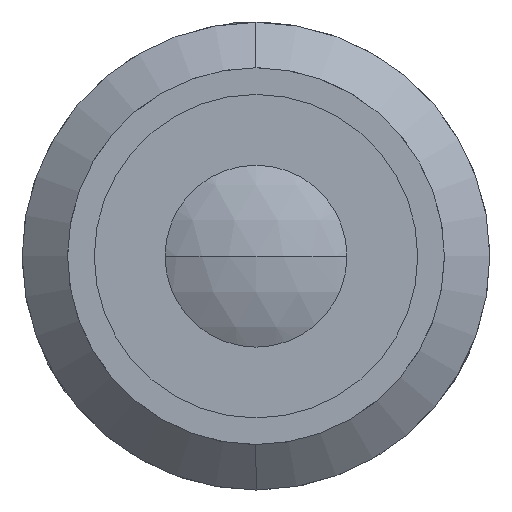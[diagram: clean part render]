
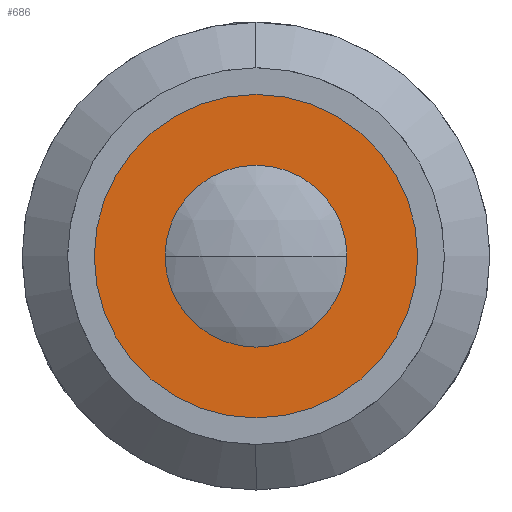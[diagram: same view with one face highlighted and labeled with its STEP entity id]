
A CAD part, left-side view. The second image highlights one B-rep face of the part: STEP entity #686.
In plain terms, the highlighted planar face has unit normal (-1, 0, 0).
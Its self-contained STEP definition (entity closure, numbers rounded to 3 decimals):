
#2 = CIRCLE ( 'NONE', #289, 7. ) ;
#62 = CARTESIAN_POINT ( 'NONE',  ( 3.8, 0., 0. ) ) ;
#86 = PLANE ( 'NONE',  #1056 ) ;
#156 = VERTEX_POINT ( 'NONE', #3620 ) ;
#289 = AXIS2_PLACEMENT_3D ( 'NONE', #1062, #2050, #2414 ) ;
#400 = EDGE_CURVE ( 'NONE', #2152, #734, #3270, .T. ) ;
#540 = ORIENTED_EDGE ( 'NONE', *, *, #2037, .F. ) ;
#546 = DIRECTION ( 'NONE',  ( 0., 0., 1. ) ) ;
#686 = ADVANCED_FACE ( 'NONE', ( #1518, #2912 ), #86, .F. ) ;
#734 = VERTEX_POINT ( 'NONE', #1217 ) ;
#772 = DIRECTION ( 'NONE',  ( -1., 0., 0. ) ) ;
#833 = EDGE_CURVE ( 'NONE', #734, #2152, #1570, .T. ) ;
#1056 = AXIS2_PLACEMENT_3D ( 'NONE', #1497, #2853, #4257 ) ;
#1062 = CARTESIAN_POINT ( 'NONE',  ( 3.8, 0., 0. ) ) ;
#1217 = CARTESIAN_POINT ( 'NONE',  ( 3.8, 0., 13.5 ) ) ;
#1299 = AXIS2_PLACEMENT_3D ( 'NONE', #3376, #1642, #546 ) ;
#1497 = CARTESIAN_POINT ( 'NONE',  ( 3.8, 13.5, 0. ) ) ;
#1518 = FACE_BOUND ( 'NONE', #1790, .T. ) ;
#1536 = DIRECTION ( 'NONE',  ( 0., 0., 1. ) ) ;
#1570 = CIRCLE ( 'NONE', #4135, 13.5 ) ;
#1642 = DIRECTION ( 'NONE',  ( -1., 0., 0. ) ) ;
#1790 = EDGE_LOOP ( 'NONE', ( #540, #1865 ) ) ;
#1865 = ORIENTED_EDGE ( 'NONE', *, *, #4226, .F. ) ;
#1976 = DIRECTION ( 'NONE',  ( 0., 0., 1. ) ) ;
#2037 = EDGE_CURVE ( 'NONE', #4017, #156, #2, .T. ) ;
#2050 = DIRECTION ( 'NONE',  ( -1., 0., 0. ) ) ;
#2108 = CARTESIAN_POINT ( 'NONE',  ( 3.8, 0., -13.5 ) ) ;
#2152 = VERTEX_POINT ( 'NONE', #2108 ) ;
#2414 = DIRECTION ( 'NONE',  ( 0., 0., 1. ) ) ;
#2609 = CARTESIAN_POINT ( 'NONE',  ( 3.8, 0., 0. ) ) ;
#2853 = DIRECTION ( 'NONE',  ( 1., 0., 0. ) ) ;
#2892 = ORIENTED_EDGE ( 'NONE', *, *, #400, .T. ) ;
#2912 = FACE_OUTER_BOUND ( 'NONE', #3379, .T. ) ;
#3270 = CIRCLE ( 'NONE', #1299, 13.5 ) ;
#3375 = ORIENTED_EDGE ( 'NONE', *, *, #833, .T. ) ;
#3376 = CARTESIAN_POINT ( 'NONE',  ( 3.8, 0., 0. ) ) ;
#3379 = EDGE_LOOP ( 'NONE', ( #3375, #2892 ) ) ;
#3620 = CARTESIAN_POINT ( 'NONE',  ( 3.8, 0., -7. ) ) ;
#3704 = DIRECTION ( 'NONE',  ( -1., 0., 0. ) ) ;
#3876 = AXIS2_PLACEMENT_3D ( 'NONE', #62, #772, #1536 ) ;
#4017 = VERTEX_POINT ( 'NONE', #4431 ) ;
#4135 = AXIS2_PLACEMENT_3D ( 'NONE', #2609, #3704, #1976 ) ;
#4226 = EDGE_CURVE ( 'NONE', #156, #4017, #4547, .T. ) ;
#4257 = DIRECTION ( 'NONE',  ( 0., 0., -1. ) ) ;
#4431 = CARTESIAN_POINT ( 'NONE',  ( 3.8, 0., 7. ) ) ;
#4547 = CIRCLE ( 'NONE', #3876, 7. ) ;
